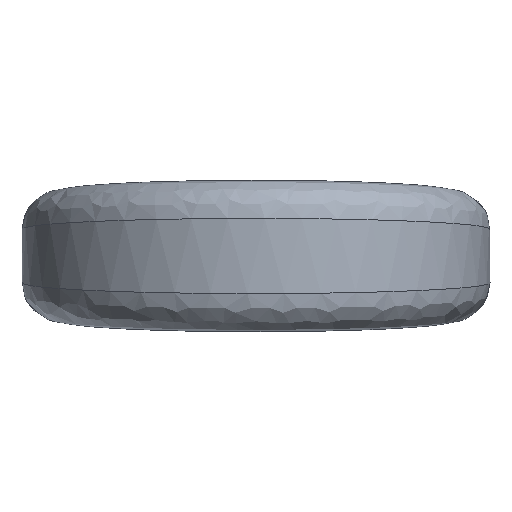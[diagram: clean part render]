
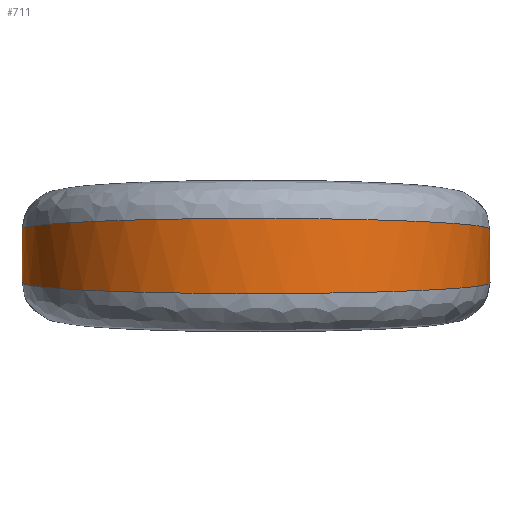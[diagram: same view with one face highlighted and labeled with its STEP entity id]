
A CAD part, left-side view. The second image highlights one B-rep face of the part: STEP entity #711.
In plain terms, the highlighted cylindrical face has radius 15 mm (diameter 30 mm), a partial arc.
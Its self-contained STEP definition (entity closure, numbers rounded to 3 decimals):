
#260 = VERTEX_POINT('',#261);
#261 = CARTESIAN_POINT('',(-6.215,-14.298,
    -1.502));
#358 = EDGE_CURVE('',#260,#359,#361,.T.);
#359 = VERTEX_POINT('',#360);
#360 = CARTESIAN_POINT('',(-6.215,14.298,
    -1.502));
#361 = ( BOUNDED_CURVE() B_SPLINE_CURVE(8,(#362,#363,#364,#365,#366,#367
    ,#368,#369,#370,#371,#372,#373,#374,#375,#376,#377,#378,#379,#380,
    #381,#382,#383,#384,#385,#386,#387,#388,#389,#390,#391),
.UNSPECIFIED.,.F.,.F.) B_SPLINE_CURVE_WITH_KNOTS((9,7,7,7,9),(
    31.143,31.27,59.464,87.658,
87.786),.UNSPECIFIED.) CURVE() GEOMETRIC_REPRESENTATION_ITEM() 
RATIONAL_B_SPLINE_CURVE((1.,1.,1.,1.,1.,1.,1.,1.,1.,1.,1.,1.,1.,1.,1.,1.
,1.,1.,1.,1.,1.,1.,1.,1.,1.,1.,1.,1.,1.,1.)) REPRESENTATION_ITEM('') );
#362 = CARTESIAN_POINT('',(-6.215,-14.298,
    -1.502));
#363 = CARTESIAN_POINT('',(-6.23,-14.303,
    -1.503));
#364 = CARTESIAN_POINT('',(-6.245,-14.308,
    -1.504));
#365 = CARTESIAN_POINT('',(-6.261,-14.312,
    -1.504));
#366 = CARTESIAN_POINT('',(-6.276,-14.317,
    -1.505));
#367 = CARTESIAN_POINT('',(-6.291,-14.322,
    -1.506));
#368 = CARTESIAN_POINT('',(-6.306,-14.327,
    -1.506));
#369 = CARTESIAN_POINT('',(-6.322,-14.331,
    -1.507));
#370 = CARTESIAN_POINT('',(-9.713,-15.375,
    -1.665));
#371 = CARTESIAN_POINT('',(-13.362,-15.504,
    -1.834));
#372 = CARTESIAN_POINT('',(-16.992,-14.64,
    -2.003));
#373 = CARTESIAN_POINT('',(-20.293,-12.815,
    -2.156));
#374 = CARTESIAN_POINT('',(-22.97,-10.178,
    -2.281));
#375 = CARTESIAN_POINT('',(-24.823,-6.975,
    -2.367));
#376 = CARTESIAN_POINT('',(-25.75,-3.487,
    -2.41));
#377 = CARTESIAN_POINT('',(-25.75,3.487,
    -2.41));
#378 = CARTESIAN_POINT('',(-24.823,6.975,
    -2.367));
#379 = CARTESIAN_POINT('',(-22.97,10.178,
    -2.281));
#380 = CARTESIAN_POINT('',(-20.293,12.815,
    -2.156));
#381 = CARTESIAN_POINT('',(-16.992,14.64,-2.003
    ));
#382 = CARTESIAN_POINT('',(-13.362,15.504,
    -1.834));
#383 = CARTESIAN_POINT('',(-9.713,15.375,
    -1.665));
#384 = CARTESIAN_POINT('',(-6.322,14.331,
    -1.507));
#385 = CARTESIAN_POINT('',(-6.306,14.327,
    -1.506));
#386 = CARTESIAN_POINT('',(-6.291,14.322,
    -1.506));
#387 = CARTESIAN_POINT('',(-6.276,14.317,
    -1.505));
#388 = CARTESIAN_POINT('',(-6.261,14.312,
    -1.504));
#389 = CARTESIAN_POINT('',(-6.245,14.308,
    -1.504));
#390 = CARTESIAN_POINT('',(-6.23,14.303,
    -1.503));
#391 = CARTESIAN_POINT('',(-6.215,14.298,
    -1.502));
#658 = EDGE_CURVE('',#260,#659,#661,.T.);
#659 = VERTEX_POINT('',#660);
#660 = CARTESIAN_POINT('',(-6.215,-14.298,
    1.502));
#661 = LINE('',#662,#663);
#662 = CARTESIAN_POINT('',(-6.215,-14.298,-5.));
#663 = VECTOR('',#664,1.);
#664 = DIRECTION('',(0.,0.,1.));
#711 = ADVANCED_FACE('',(#712),#757,.T.);
#712 = FACE_BOUND('',#713,.F.);
#713 = EDGE_LOOP('',(#714,#715,#716,#724));
#714 = ORIENTED_EDGE('',*,*,#658,.F.);
#715 = ORIENTED_EDGE('',*,*,#358,.T.);
#716 = ORIENTED_EDGE('',*,*,#717,.T.);
#717 = EDGE_CURVE('',#359,#718,#720,.T.);
#718 = VERTEX_POINT('',#719);
#719 = CARTESIAN_POINT('',(-6.215,14.298,1.502
    ));
#720 = LINE('',#721,#722);
#721 = CARTESIAN_POINT('',(-6.215,14.298,-5.));
#722 = VECTOR('',#723,1.);
#723 = DIRECTION('',(0.,0.,1.));
#724 = ORIENTED_EDGE('',*,*,#725,.T.);
#725 = EDGE_CURVE('',#718,#659,#726,.T.);
#726 = ( BOUNDED_CURVE() B_SPLINE_CURVE(8,(#727,#728,#729,#730,#731,#732
    ,#733,#734,#735,#736,#737,#738,#739,#740,#741,#742,#743,#744,#745,
    #746,#747,#748,#749,#750,#751,#752,#753,#754,#755,#756),
.UNSPECIFIED.,.F.,.F.) B_SPLINE_CURVE_WITH_KNOTS((9,7,7,7,9),(
    41.89,42.018,70.212,98.406,
98.533),.UNSPECIFIED.) CURVE() GEOMETRIC_REPRESENTATION_ITEM() 
RATIONAL_B_SPLINE_CURVE((1.,1.,1.,1.,1.,1.,1.,1.,1.,1.,1.,1.,1.,1.,1.,1.
,1.,1.,1.,1.,1.,1.,1.,1.,1.,1.,1.,1.,1.,1.)) REPRESENTATION_ITEM('') );
#727 = CARTESIAN_POINT('',(-6.215,14.298,
    1.502));
#728 = CARTESIAN_POINT('',(-6.23,14.303,
    1.503));
#729 = CARTESIAN_POINT('',(-6.245,14.308,
    1.504));
#730 = CARTESIAN_POINT('',(-6.261,14.312,1.504
    ));
#731 = CARTESIAN_POINT('',(-6.276,14.317,
    1.505));
#732 = CARTESIAN_POINT('',(-6.291,14.322,1.506
    ));
#733 = CARTESIAN_POINT('',(-6.306,14.327,1.506
    ));
#734 = CARTESIAN_POINT('',(-6.322,14.331,
    1.507));
#735 = CARTESIAN_POINT('',(-9.713,15.375,
    1.665));
#736 = CARTESIAN_POINT('',(-13.362,15.504,
    1.834));
#737 = CARTESIAN_POINT('',(-16.992,14.64,
    2.003));
#738 = CARTESIAN_POINT('',(-20.293,12.815,
    2.156));
#739 = CARTESIAN_POINT('',(-22.97,10.178,
    2.281));
#740 = CARTESIAN_POINT('',(-24.823,6.975,2.367
    ));
#741 = CARTESIAN_POINT('',(-25.75,3.487,2.41
    ));
#742 = CARTESIAN_POINT('',(-25.75,-3.487,
    2.41));
#743 = CARTESIAN_POINT('',(-24.823,-6.975,
    2.367));
#744 = CARTESIAN_POINT('',(-22.97,-10.178,
    2.281));
#745 = CARTESIAN_POINT('',(-20.293,-12.815,2.156
    ));
#746 = CARTESIAN_POINT('',(-16.992,-14.64,
    2.003));
#747 = CARTESIAN_POINT('',(-13.362,-15.504,
    1.834));
#748 = CARTESIAN_POINT('',(-9.713,-15.375,1.665)
  );
#749 = CARTESIAN_POINT('',(-6.322,-14.331,1.507
    ));
#750 = CARTESIAN_POINT('',(-6.306,-14.327,
    1.506));
#751 = CARTESIAN_POINT('',(-6.291,-14.322,
    1.506));
#752 = CARTESIAN_POINT('',(-6.276,-14.317,
    1.505));
#753 = CARTESIAN_POINT('',(-6.261,-14.312,
    1.504));
#754 = CARTESIAN_POINT('',(-6.245,-14.308,1.504
    ));
#755 = CARTESIAN_POINT('',(-6.23,-14.303,
    1.503));
#756 = CARTESIAN_POINT('',(-6.215,-14.298,
    1.502));
#757 = CYLINDRICAL_SURFACE('',#758,15.);
#758 = AXIS2_PLACEMENT_3D('',#759,#760,#761);
#759 = CARTESIAN_POINT('',(-10.75,0.,-5.));
#760 = DIRECTION('',(-0.,-0.,-1.));
#761 = DIRECTION('',(1.,0.,0.));
